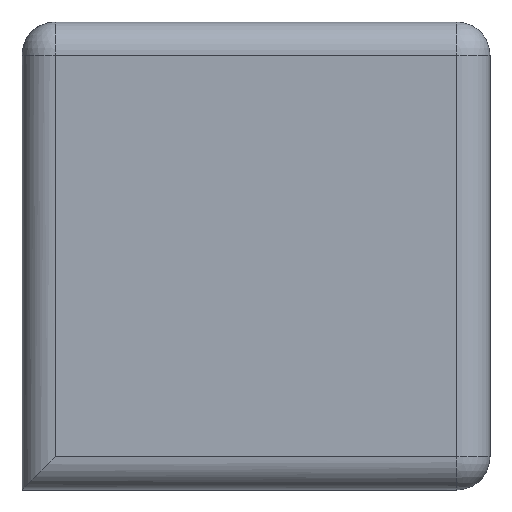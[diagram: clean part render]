
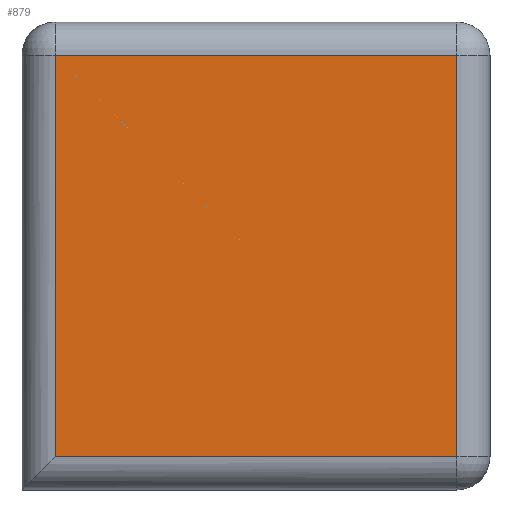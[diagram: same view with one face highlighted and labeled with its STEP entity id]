
A CAD part, left-side view. The second image highlights one B-rep face of the part: STEP entity #879.
In plain terms, the highlighted planar face has unit normal (-1, 0, 0).
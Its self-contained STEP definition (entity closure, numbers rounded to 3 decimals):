
#519=CARTESIAN_POINT('',(-0.6,-0.3,0.65));
#520=VERTEX_POINT('',#519);
#545=CARTESIAN_POINT('',(-0.6,-0.3,0.05));
#546=VERTEX_POINT('',#545);
#587=CARTESIAN_POINT('',(-0.6,0.3,0.05));
#588=VERTEX_POINT('',#587);
#589=CARTESIAN_POINT('',(-0.6,-0.3,0.05));
#590=DIRECTION('',(0.0,1.0,0.0));
#591=VECTOR('',#590,0.6);
#592=LINE('',#589,#591);
#593=EDGE_CURVE('',#546,#588,#592,.T.);
#621=CARTESIAN_POINT('',(-0.6,0.3,0.65));
#622=VERTEX_POINT('',#621);
#645=CARTESIAN_POINT('',(-0.6,0.3,0.05));
#646=DIRECTION('',(0.0,0.0,1.0));
#647=VECTOR('',#646,0.6);
#648=LINE('',#645,#647);
#649=EDGE_CURVE('',#588,#622,#648,.T.);
#668=CARTESIAN_POINT('',(-0.6,0.3,0.65));
#669=DIRECTION('',(0.0,-1.0,0.0));
#670=VECTOR('',#669,0.6);
#671=LINE('',#668,#670);
#672=EDGE_CURVE('',#622,#520,#671,.T.);
#754=CARTESIAN_POINT('',(-0.6,-0.3,0.65));
#755=DIRECTION('',(0.0,0.0,-1.0));
#756=VECTOR('',#755,0.6);
#757=LINE('',#754,#756);
#758=EDGE_CURVE('',#520,#546,#757,.T.);
#868=CARTESIAN_POINT('',(-0.6,-0.35,0.0));
#869=DIRECTION('',(-1.0,0.0,0.0));
#870=DIRECTION('',(0.0,0.0,1.0));
#871=AXIS2_PLACEMENT_3D('',#868,#869,#870);
#872=PLANE('',#871);
#873=ORIENTED_EDGE('',*,*,#593,.F.);
#874=ORIENTED_EDGE('',*,*,#758,.F.);
#875=ORIENTED_EDGE('',*,*,#672,.F.);
#876=ORIENTED_EDGE('',*,*,#649,.F.);
#877=EDGE_LOOP('',(#873,#874,#875,#876));
#878=FACE_OUTER_BOUND('',#877,.T.);
#879=ADVANCED_FACE('',(#878),#872,.T.);
